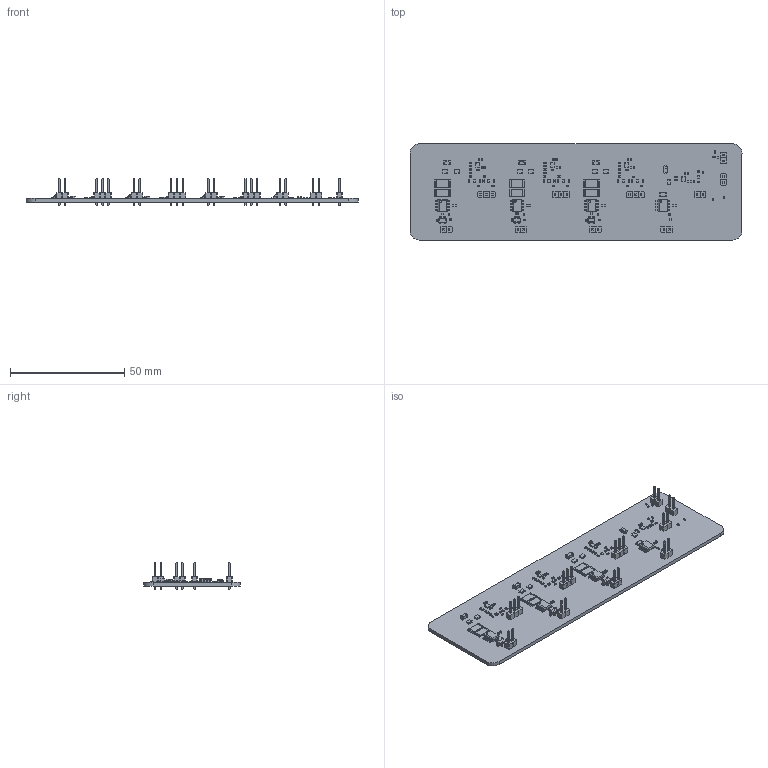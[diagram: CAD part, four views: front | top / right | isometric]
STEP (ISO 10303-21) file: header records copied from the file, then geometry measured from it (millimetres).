
FILE_DESCRIPTION(('Open CASCADE Model'),'2;1');
FILE_NAME('Open CASCADE Shape Model','2022-06-17T01:47:58',('Author'),( 'Open CASCADE'),'Open CASCADE STEP processor 6.8','Open CASCADE 6.8' ,'Unknown');
FILE_SCHEMA(('AUTOMOTIVE_DESIGN { 1 0 10303 214 1 1 1 1 }'));
Length unit declared in the file: millimetre
Products named in the file (171): PCB; Board; Open CASCADE STEP translator 6.8 1.1.1; X14; User_Library-PLS-2; X13; User_Library-PLS-3; X10; X8; X7; R57; User_Library-R_0402; R56; X12; X9; X6; X4; X1; VT14; PMCXB900UELZ; VT13; VT12; VT11; VT10; VT9; VT8; VT7; 6009748656; Extruded; 6009748416; Sphere; 6009748096; Cylinder; 6009747696; 6009747456; VT6; 6009746176; 6009745936; 6009745616; 6009745456 ...
Assembly tree (415 placements, depth 4):
  PCB
    Board
      Open CASCADE STEP translator 6.8 1.1.1
    X14
      User_Library-PLS-2
    X13
      User_Library-PLS-3
    X10
      User_Library-PLS-3
    X8
      User_Library-PLS-3
    X7
      User_Library-PLS-2
    R57
      User_Library-R_0402
    R56
      User_Library-R_0402
    X12
      User_Library-PLS-2
    X9
      User_Library-PLS-2
    X6
      User_Library-PLS-2
    X4
      User_Library-PLS-2
    X1
      User_Library-PLS-2
    VT14
      PMCXB900UELZ
    VT13
      PMCXB900UELZ
    VT12
      PMCXB900UELZ
    VT11
      PMCXB900UELZ
    VT10
      PMCXB900UELZ
    VT9
      PMCXB900UELZ
    VT8
      PMCXB900UELZ
    VT7
      6009748656
        Extruded
      6009748416  x12
        Sphere
      6009748096  x4
        Cylinder
      6009747696  x2
        Cylinder
      6009747456
        Cylinder
    VT6
      6009746176  x12
        Sphere
      6009745936  x4
        Cylinder
      6009745616  x2
        Cylinder
      6009745456
Bounding box: 145 x 42 x 11.54 mm (x, y, z)
Volume: 10526.9 mm3; surface area: 15804.2 mm2
Topology: 592 solids, 592 shells, 11409 faces, 27733 edges, 17178 vertices
Faces by surface type: plane 6750, bspline 2040, cylinder 1779, sphere 840
Full cylindrical faces by diameter (mm): 0.2 x42, 0.3 x7
Entity records: 41095 total; most frequent: CARTESIAN_POINT 8917, DIRECTION 5423, ORIENTED_EDGE 4894, EDGE_CURVE 2447, LINE 1903, VECTOR 1903, AXIS2_PLACEMENT_3D 1760, VERTEX_POINT 1582
